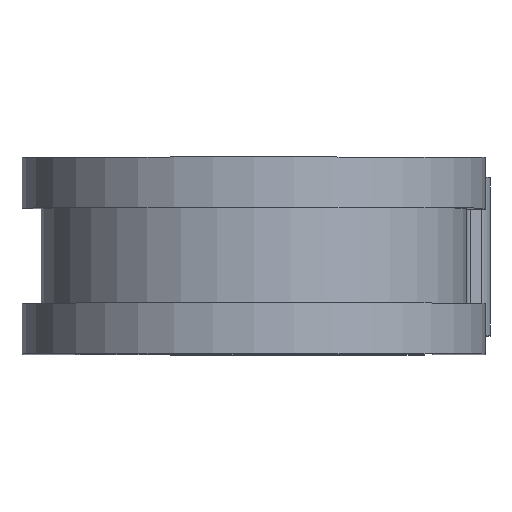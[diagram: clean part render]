
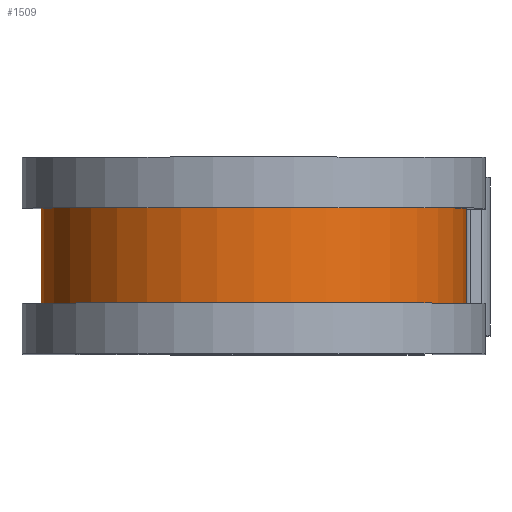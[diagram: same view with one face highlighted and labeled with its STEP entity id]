
A CAD part, top view. The second image highlights one B-rep face of the part: STEP entity #1509.
In plain terms, the highlighted cylindrical face has radius 17.031 mm (diameter 34.061 mm), a partial arc.
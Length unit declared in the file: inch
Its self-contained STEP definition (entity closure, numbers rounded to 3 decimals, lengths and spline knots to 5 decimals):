
#32 = DIRECTION ( 'NONE',  ( 0., -1., 0. ) ) ;
#40 = DIRECTION ( 'NONE',  ( 0., -1., 0. ) ) ;
#43 = ORIENTED_EDGE ( 'NONE', *, *, #696, .T. ) ;
#44 = AXIS2_PLACEMENT_3D ( 'NONE', #1825, #805, #1947 ) ;
#83 = CARTESIAN_POINT ( 'NONE',  ( -0.6705, 0.15, 1.125 ) ) ;
#89 = AXIS2_PLACEMENT_3D ( 'NONE', #2023, #40, #1082 ) ;
#120 = CARTESIAN_POINT ( 'NONE',  ( 0.6705, 0.15, 1.125 ) ) ;
#134 = VERTEX_POINT ( 'NONE', #120 ) ;
#149 = CARTESIAN_POINT ( 'NONE',  ( -0.6705, -0.15, 1.125 ) ) ;
#179 = LINE ( 'NONE', #1700, #199 ) ;
#199 = VECTOR ( 'NONE', #1693, 39.37008 ) ;
#210 = DIRECTION ( 'NONE',  ( 0., 0., -1. ) ) ;
#347 = FACE_OUTER_BOUND ( 'NONE', #1723, .T. ) ;
#349 = CYLINDRICAL_SURFACE ( 'NONE', #89, 0.6705 ) ;
#362 = EDGE_CURVE ( 'NONE', #1728, #1005, #979, .T. ) ;
#424 = ORIENTED_EDGE ( 'NONE', *, *, #1761, .T. ) ;
#625 = CARTESIAN_POINT ( 'NONE',  ( 0.6705, -0.15, 1.125 ) ) ;
#696 = EDGE_CURVE ( 'NONE', #1111, #1005, #1866, .T. ) ;
#805 = DIRECTION ( 'NONE',  ( 0., -1., 0. ) ) ;
#893 = ORIENTED_EDGE ( 'NONE', *, *, #995, .F. ) ;
#979 = CIRCLE ( 'NONE', #1811, 0.6705 ) ;
#995 = EDGE_CURVE ( 'NONE', #134, #1728, #179, .T. ) ;
#998 = CIRCLE ( 'NONE', #44, 0.6705 ) ;
#1005 = VERTEX_POINT ( 'NONE', #149 ) ;
#1043 = ORIENTED_EDGE ( 'NONE', *, *, #362, .F. ) ;
#1045 = CARTESIAN_POINT ( 'NONE',  ( -0.6705, 0.25, 1.125 ) ) ;
#1082 = DIRECTION ( 'NONE',  ( 0., 0., -1. ) ) ;
#1111 = VERTEX_POINT ( 'NONE', #83 ) ;
#1509 = ADVANCED_FACE ( 'NONE', ( #347 ), #349, .T. ) ;
#1693 = DIRECTION ( 'NONE',  ( 0., -1., 0. ) ) ;
#1700 = CARTESIAN_POINT ( 'NONE',  ( 0.6705, 0.25, 1.125 ) ) ;
#1723 = EDGE_LOOP ( 'NONE', ( #893, #424, #43, #1043 ) ) ;
#1728 = VERTEX_POINT ( 'NONE', #625 ) ;
#1745 = VECTOR ( 'NONE', #2132, 39.37008 ) ;
#1761 = EDGE_CURVE ( 'NONE', #134, #1111, #998, .T. ) ;
#1811 = AXIS2_PLACEMENT_3D ( 'NONE', #2006, #32, #210 ) ;
#1825 = CARTESIAN_POINT ( 'NONE',  ( 0., 0.15, 1.125 ) ) ;
#1866 = LINE ( 'NONE', #1045, #1745 ) ;
#1947 = DIRECTION ( 'NONE',  ( 0., 0., -1. ) ) ;
#2006 = CARTESIAN_POINT ( 'NONE',  ( 0., -0.15, 1.125 ) ) ;
#2023 = CARTESIAN_POINT ( 'NONE',  ( 0., 0.25, 1.125 ) ) ;
#2132 = DIRECTION ( 'NONE',  ( 0., -1., 0. ) ) ;
